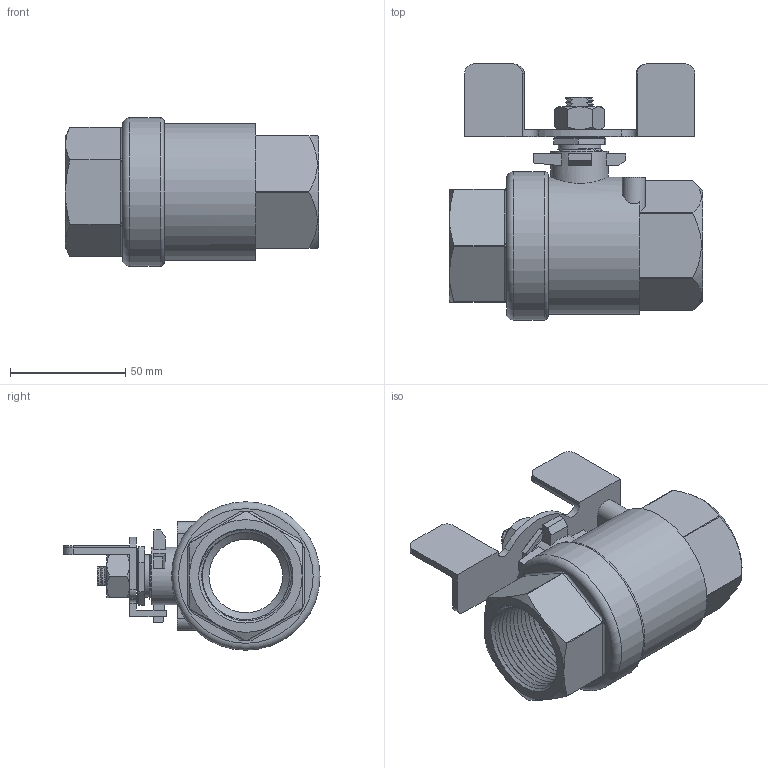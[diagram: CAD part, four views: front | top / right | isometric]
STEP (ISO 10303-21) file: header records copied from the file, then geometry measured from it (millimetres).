
FILE_DESCRIPTION(/* description */ ('Unknown'),/* implementation_level */ '2;1');
FILE_NAME(/* name */ '20201028-V-109PW-P005-TH-1000PSI-NA-DN32',/* time_stamp */ '2020-10-28T11:26:50+08:00',/* author */ ('Unknown'),/* organization */ ('Unknown'),/* preprocessor_version */ 'ST-DEVELOPER v16.7',/* originating_system */ 'DEX',/* authorisation */ $);
FILE_SCHEMA (('AUTOMOTIVE_DESIGN {1 0 10303 214 3 1 1}'));
Length unit declared in the file: millimetre
Products named in the file (1): DN32
Bounding box: 110 x 111.25 x 64.5 mm (x, y, z)
Volume: 192150 mm3; surface area: 53442.6 mm2
Topology: 1 solids, 4 shells, 262 faces, 863 edges, 599 vertices
Faces by surface type: plane 111, cylinder 72, bspline 52, cone 23, torus 4
Full cylindrical faces by diameter (mm): 12 x1, 12.5 x1, 18.5 x1, 25 x1, 32 x1, 37.9 x9, 59.6 x1, 64.5 x1
Entity records: 24225 total; most frequent: CARTESIAN_POINT 17869, ORIENTED_EDGE 1662, DIRECTION 921, EDGE_CURVE 831, VERTEX_POINT 592, AXIS2_PLACEMENT_3D 324, EDGE_LOOP 287, FACE_BOUND 287
